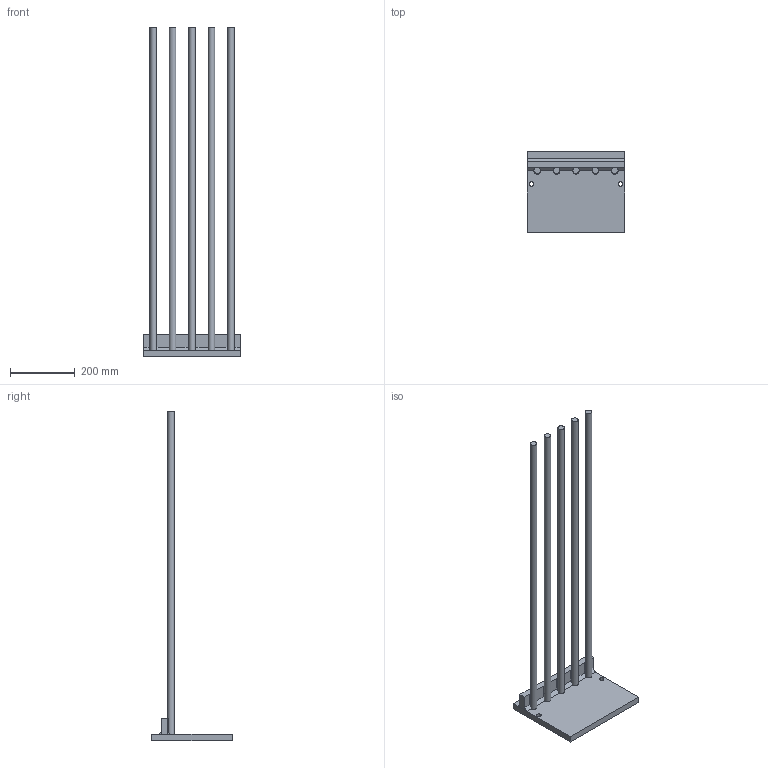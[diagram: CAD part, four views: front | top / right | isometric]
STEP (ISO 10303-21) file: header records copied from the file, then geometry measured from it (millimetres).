
FILE_DESCRIPTION(/* description */ (''),/* implementation_level */ '2;1');
FILE_NAME(/* name */ 'BWC Plate 40 U-H.stp',/* time_stamp */ '2021-03-24T14:46:09+01:00',/* author */ ('Bruker'),/* organization */ (''),/* preprocessor_version */ 'ST-DEVELOPER v18.1',/* originating_system */ 'Autodesk Inventor 2021',/* authorisation */ '');
FILE_SCHEMA (('AUTOMOTIVE_DESIGN { 1 0 10303 214 3 1 1 }'));
Length unit declared in the file: millimetre
Products named in the file (5): BWC Plate 40 U-H; BWC Plate 40 U-H_1; BWC 30-U-H Plate 260x300x20; BWC 30-U-H Plate 20x1000; BWC 30-U-H Plate 300x50x20
Assembly tree (8 placements, depth 2):
  BWC Plate 40 U-H
    BWC Plate 40 U-H_1
    BWC 30-U-H Plate 260x300x20
    BWC 30-U-H Plate 20x1000  x5
    BWC 30-U-H Plate 300x50x20
Bounding box: 300 x 250 x 1020 mm (x, y, z)
Volume: 3398104.4 mm3; surface area: 563448.8 mm2
Topology: 9 solids, 9 shells, 69 faces, 143 edges, 92 vertices
Faces by surface type: plane 52, cylinder 17
Full cylindrical faces by diameter (mm): 14 x2, 20 x5
Entity records: 1855 total; most frequent: DIRECTION 302, CARTESIAN_POINT 290, ORIENTED_EDGE 272, EDGE_CURVE 136, LINE 110, VECTOR 110, AXIS2_PLACEMENT_3D 96, VERTEX_POINT 84
